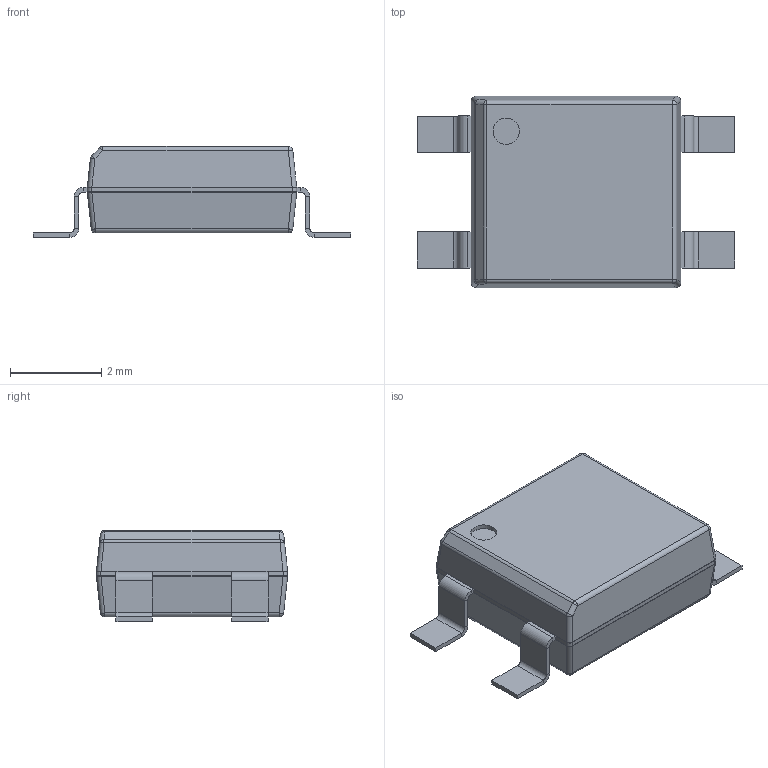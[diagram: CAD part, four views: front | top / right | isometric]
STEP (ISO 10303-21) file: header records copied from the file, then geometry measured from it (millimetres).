
FILE_DESCRIPTION(('Open CASCADE Model'),'2;1');
FILE_NAME('Open CASCADE Shape Model','2019-10-23T20:37:49',('Author'),( 'Open CASCADE'),'Open CASCADE STEP processor 6.8','Open CASCADE 6.8' ,'Unknown');
FILE_SCHEMA(('AUTOMOTIVE_DESIGN { 1 0 10303 214 1 1 1 1 }'));
Length unit declared in the file: millimetre
Products named in the file (7): PCB; Designator1; 6662323648; Open_CASCADE_STEP_translator_6.8_2.1; Body; Open_CASCADE_STEP_translator_6.8_2.2.1; Leader
Assembly tree (8 placements, depth 4):
  PCB
  Designator1
    6662323648
      Open_CASCADE_STEP_translator_6.8_2.1
      Body
        Open_CASCADE_STEP_translator_6.8_2.2.1
      Leader  x4
Bounding box: 6.97 x 4.2 x 2 mm (x, y, z)
Volume: 35.7 mm3; surface area: 82.4 mm2
Topology: 5 solids, 6 shells, 155 faces, 314 edges, 161 vertices
Faces by surface type: plane 89, cylinder 48, sphere 10, bspline 8
Full cylindrical faces by diameter (mm): 0.575 x1
Entity records: 2979 total; most frequent: CARTESIAN_POINT 1111, DIRECTION 361, ORIENTED_EDGE 343, EDGE_CURVE 172, AXIS2_PLACEMENT_3D 131, LINE 99, VECTOR 99, FACE_BOUND 90
